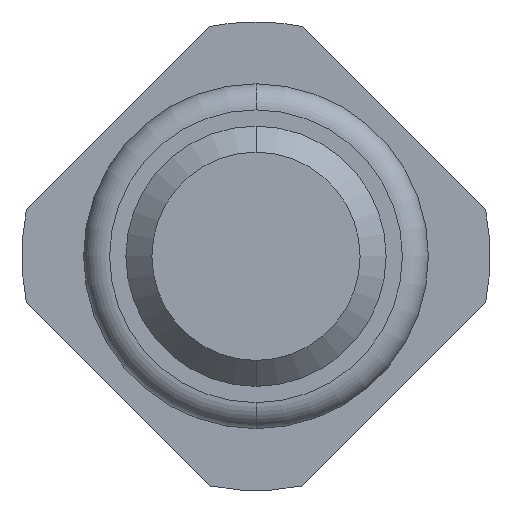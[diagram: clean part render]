
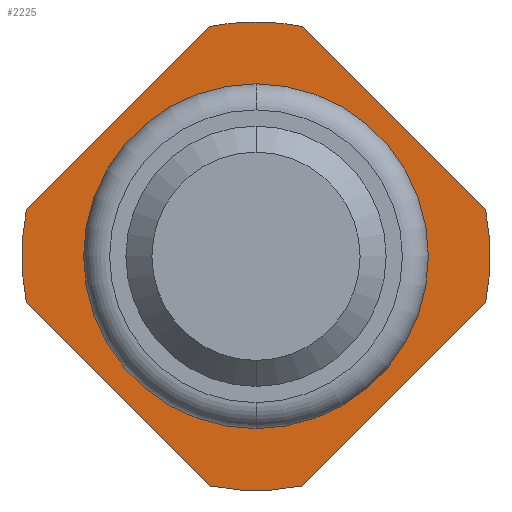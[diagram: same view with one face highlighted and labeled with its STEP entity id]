
A CAD part, front view. The second image highlights one B-rep face of the part: STEP entity #2225.
In plain terms, the highlighted planar face has unit normal (0, -1, 0).
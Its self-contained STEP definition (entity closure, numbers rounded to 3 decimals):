
#16 = EDGE_CURVE ( 'Defeature ausgef�hrt2_15+Defeature ausgef�hrt2_0+Defeature ausgef�hrt2_1+Defeature ausgef�hrt2_4', #803, #2146, #1957, .T. ) ;
#58 = EDGE_CURVE ( 'Defeature ausgef�hrt2_16+Defeature ausgef�hrt2_0+Defeature ausgef�hrt2_4+Defeature ausgef�hrt2_3', #4185, #4128, #3959, .T. ) ;
#81 = CARTESIAN_POINT ( 'NONE',  ( 0., -2., 0. ) ) ;
#161 = VECTOR ( 'NONE', #2014, 1000. ) ;
#194 = ORIENTED_EDGE ( 'NONE', *, *, #1501, .T. ) ;
#221 = FACE_OUTER_BOUND ( 'NONE', #3660, .T. ) ;
#229 = DIRECTION ( 'NONE',  ( 0., 0., 1. ) ) ;
#288 = CARTESIAN_POINT ( 'NONE',  ( 0., -2., 0. ) ) ;
#310 = DIRECTION ( 'NONE',  ( 0., 0., 1. ) ) ;
#330 = EDGE_LOOP ( 'NONE', ( #1059, #194 ) ) ;
#529 = CARTESIAN_POINT ( 'NONE',  ( 0., -2., 0. ) ) ;
#560 = CARTESIAN_POINT ( 'NONE',  ( -1.764, -2., -0.357 ) ) ;
#672 = CARTESIAN_POINT ( 'NONE',  ( 0.357, -2., -1.764 ) ) ;
#673 = CARTESIAN_POINT ( 'NONE',  ( 1.961, -2., -0.161 ) ) ;
#725 = DIRECTION ( 'NONE',  ( 0., 0., 1. ) ) ;
#737 = DIRECTION ( 'NONE',  ( -0.707, 0., -0.707 ) ) ;
#790 = DIRECTION ( 'NONE',  ( 0., 0., 1. ) ) ;
#803 = VERTEX_POINT ( 'NONE', #2980 ) ;
#837 = VECTOR ( 'NONE', #3347, 1000. ) ;
#898 = CARTESIAN_POINT ( 'NONE',  ( 0., -2., 0. ) ) ;
#924 = EDGE_CURVE ( 'Defeature ausgef�hrt2_2+Defeature ausgef�hrt2_0+Defeature ausgef�hrt2_17+Defeature ausgef�hrt2_18', #3995, #1109, #2070, .T. ) ;
#955 = ORIENTED_EDGE ( 'NONE', *, *, #4101, .F. ) ;
#964 = DIRECTION ( 'NONE',  ( 0., 1., 0. ) ) ;
#999 = ORIENTED_EDGE ( 'NONE', *, *, #1373, .F. ) ;
#1016 = CARTESIAN_POINT ( 'NONE',  ( 1.961, -2., 0.161 ) ) ;
#1035 = CIRCLE ( 'NONE', #3250, 1.8 ) ;
#1059 = ORIENTED_EDGE ( 'NONE', *, *, #2392, .T. ) ;
#1101 = DIRECTION ( 'NONE',  ( 0., 1., 0. ) ) ;
#1109 = VERTEX_POINT ( 'NONE', #1818 ) ;
#1201 = DIRECTION ( 'NONE',  ( 0., 1., 0. ) ) ;
#1203 = LINE ( 'NONE', #1372, #2005 ) ;
#1235 = CARTESIAN_POINT ( 'NONE',  ( -0.357, -2., 1.764 ) ) ;
#1288 = ORIENTED_EDGE ( 'NONE', *, *, #4251, .F. ) ;
#1368 = AXIS2_PLACEMENT_3D ( 'NONE', #898, #1201, #2258 ) ;
#1369 = DIRECTION ( 'NONE',  ( 0., 1., 0. ) ) ;
#1372 = CARTESIAN_POINT ( 'NONE',  ( -0.161, -2., 1.961 ) ) ;
#1373 = EDGE_CURVE ( 'Defeature ausgef�hrt2_17+Defeature ausgef�hrt2_0+Defeature ausgef�hrt2_3+Defeature ausgef�hrt2_2', #1449, #3995, #1203, .T. ) ;
#1393 = DIRECTION ( 'NONE',  ( 0., 0., 1. ) ) ;
#1449 = VERTEX_POINT ( 'NONE', #3110 ) ;
#1487 = CARTESIAN_POINT ( 'NONE',  ( 0., -2., 0. ) ) ;
#1501 = EDGE_CURVE ( 'Defeature ausgef�hrt2_0+Defeature ausgef�hrt2_12+Defeature ausgef�hrt2_12+Defeature ausgef�hrt2_12', #3885, #4188, #3486, .T. ) ;
#1530 = CIRCLE ( 'NONE', #2820, 1.325 ) ;
#1596 = CARTESIAN_POINT ( 'NONE',  ( -0.357, -2., -1.764 ) ) ;
#1691 = LINE ( 'NONE', #1016, #837 ) ;
#1759 = VERTEX_POINT ( 'NONE', #3674 ) ;
#1818 = CARTESIAN_POINT ( 'NONE',  ( 0., -2., 1.8 ) ) ;
#1819 = CARTESIAN_POINT ( 'NONE',  ( 1.764, -2., 0.357 ) ) ;
#1846 = ORIENTED_EDGE ( 'NONE', *, *, #16, .F. ) ;
#1905 = CIRCLE ( 'NONE', #1368, 1.8 ) ;
#1957 = LINE ( 'NONE', #673, #3524 ) ;
#2005 = VECTOR ( 'NONE', #4100, 1000. ) ;
#2014 = DIRECTION ( 'NONE',  ( -0.707, 0., 0.707 ) ) ;
#2070 = CIRCLE ( 'NONE', #3269, 1.8 ) ;
#2146 = VERTEX_POINT ( 'NONE', #672 ) ;
#2183 = ORIENTED_EDGE ( 'NONE', *, *, #58, .F. ) ;
#2225 = ADVANCED_FACE ( 'Defeature ausgef�hrt2_0', ( #3876, #221 ), #3171, .F. ) ;
#2258 = DIRECTION ( 'NONE',  ( 0., 0., 1. ) ) ;
#2276 = CARTESIAN_POINT ( 'NONE',  ( 0., -2., -1.325 ) ) ;
#2315 = ORIENTED_EDGE ( 'NONE', *, *, #3072, .F. ) ;
#2374 = AXIS2_PLACEMENT_3D ( 'NONE', #529, #2546, #2839 ) ;
#2392 = EDGE_CURVE ( 'Defeature ausgef�hrt2_0+Defeature ausgef�hrt2_12+Defeature ausgef�hrt2_12+Defeature ausgef�hrt2_12', #4188, #3885, #1530, .T. ) ;
#2477 = AXIS2_PLACEMENT_3D ( 'NONE', #1487, #2489, #229 ) ;
#2489 = DIRECTION ( 'NONE',  ( 0., 1., 0. ) ) ;
#2504 = AXIS2_PLACEMENT_3D ( 'NONE', #81, #1369, #1393 ) ;
#2546 = DIRECTION ( 'NONE',  ( 0., 1., 0. ) ) ;
#2652 = CARTESIAN_POINT ( 'NONE',  ( 0., -2., 1.325 ) ) ;
#2679 = DIRECTION ( 'NONE',  ( 0., 1., 0. ) ) ;
#2719 = CARTESIAN_POINT ( 'NONE',  ( 0., -2., 0. ) ) ;
#2774 = DIRECTION ( 'NONE',  ( 0., 1., 0. ) ) ;
#2820 = AXIS2_PLACEMENT_3D ( 'NONE', #288, #964, #310 ) ;
#2839 = DIRECTION ( 'NONE',  ( 0., 0., 1. ) ) ;
#2848 = ORIENTED_EDGE ( 'NONE', *, *, #3857, .F. ) ;
#2905 = CIRCLE ( 'NONE', #2504, 1.8 ) ;
#2942 = EDGE_CURVE ( 'Defeature ausgef�hrt2_1+Defeature ausgef�hrt2_0+Defeature ausgef�hrt2_18+Defeature ausgef�hrt2_15', #3513, #803, #2905, .T. ) ;
#2980 = CARTESIAN_POINT ( 'NONE',  ( 1.764, -2., -0.357 ) ) ;
#3040 = CARTESIAN_POINT ( 'NONE',  ( -0.161, -2., -1.961 ) ) ;
#3072 = EDGE_CURVE ( 'Defeature ausgef�hrt2_4+Defeature ausgef�hrt2_0+Defeature ausgef�hrt2_15+Defeature ausgef�hrt2_16', #2146, #4185, #1035, .T. ) ;
#3105 = CARTESIAN_POINT ( 'NONE',  ( 0., -2., 0. ) ) ;
#3110 = CARTESIAN_POINT ( 'NONE',  ( -1.764, -2., 0.357 ) ) ;
#3171 = PLANE ( 'NONE',  #4161 ) ;
#3250 = AXIS2_PLACEMENT_3D ( 'NONE', #3105, #1101, #3757 ) ;
#3269 = AXIS2_PLACEMENT_3D ( 'NONE', #2719, #2679, #725 ) ;
#3337 = ORIENTED_EDGE ( 'NONE', *, *, #924, .F. ) ;
#3347 = DIRECTION ( 'NONE',  ( 0.707, 0., -0.707 ) ) ;
#3486 = CIRCLE ( 'NONE', #2374, 1.325 ) ;
#3513 = VERTEX_POINT ( 'NONE', #1819 ) ;
#3524 = VECTOR ( 'NONE', #737, 1000. ) ;
#3660 = EDGE_LOOP ( 'NONE', ( #1288, #955, #3337, #999, #2848, #2183, #2315, #1846, #3707 ) ) ;
#3674 = CARTESIAN_POINT ( 'NONE',  ( 0.357, -2., 1.764 ) ) ;
#3707 = ORIENTED_EDGE ( 'NONE', *, *, #2942, .F. ) ;
#3757 = DIRECTION ( 'NONE',  ( 0., 0., 1. ) ) ;
#3786 = CARTESIAN_POINT ( 'NONE',  ( 1.8, -2., 0. ) ) ;
#3821 = CIRCLE ( 'NONE', #2477, 1.8 ) ;
#3857 = EDGE_CURVE ( 'Defeature ausgef�hrt2_3+Defeature ausgef�hrt2_0+Defeature ausgef�hrt2_16+Defeature ausgef�hrt2_17', #4128, #1449, #3821, .T. ) ;
#3876 = FACE_BOUND ( 'NONE', #330, .T. ) ;
#3885 = VERTEX_POINT ( 'NONE', #2276 ) ;
#3959 = LINE ( 'NONE', #3040, #161 ) ;
#3995 = VERTEX_POINT ( 'NONE', #1235 ) ;
#4100 = DIRECTION ( 'NONE',  ( 0.707, 0., 0.707 ) ) ;
#4101 = EDGE_CURVE ( 'Defeature ausgef�hrt2_2+Defeature ausgef�hrt2_0+Defeature ausgef�hrt2_17+Defeature ausgef�hrt2_18', #1109, #1759, #1905, .T. ) ;
#4128 = VERTEX_POINT ( 'NONE', #560 ) ;
#4161 = AXIS2_PLACEMENT_3D ( 'NONE', #3786, #2774, #790 ) ;
#4185 = VERTEX_POINT ( 'NONE', #1596 ) ;
#4188 = VERTEX_POINT ( 'NONE', #2652 ) ;
#4251 = EDGE_CURVE ( 'Defeature ausgef�hrt2_18+Defeature ausgef�hrt2_0+Defeature ausgef�hrt2_2+Defeature ausgef�hrt2_1', #1759, #3513, #1691, .T. ) ;
